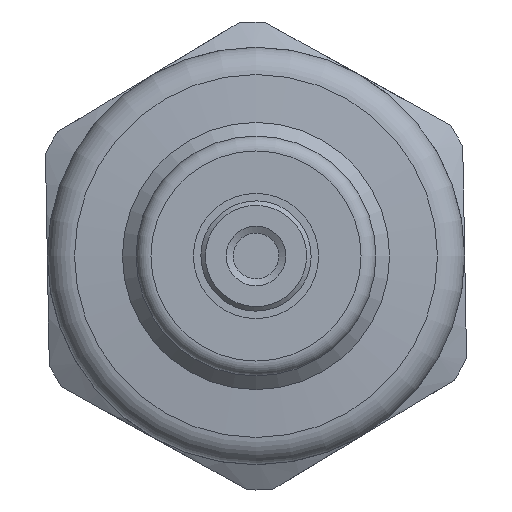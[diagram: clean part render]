
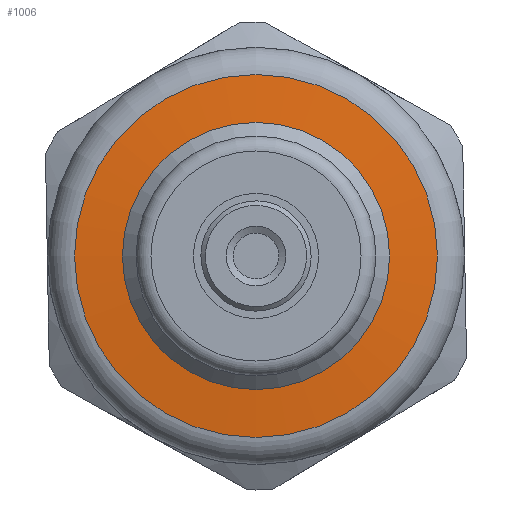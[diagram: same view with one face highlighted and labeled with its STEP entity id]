
A CAD part, left-side view. The second image highlights one B-rep face of the part: STEP entity #1006.
In plain terms, the highlighted conical face has half-angle 85 degrees and reference radius 7.318 mm.
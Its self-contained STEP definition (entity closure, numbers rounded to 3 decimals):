
#73=LINE('',#1672,#109);
#109=VECTOR('',#1357,7.318);
#140=CONICAL_SURFACE('',#1134,7.318,1.484);
#243=FACE_OUTER_BOUND('',#308,.T.);
#308=EDGE_LOOP('',(#764,#765,#766,#767,#768));
#383=CIRCLE('',#1115,4.48);
#399=CIRCLE('',#1135,6.087);
#400=CIRCLE('',#1136,6.087);
#466=VERTEX_POINT('',#1631);
#481=VERTEX_POINT('',#1669);
#482=VERTEX_POINT('',#1670);
#566=EDGE_CURVE('',#466,#466,#383,.T.);
#585=EDGE_CURVE('',#481,#482,#399,.T.);
#586=EDGE_CURVE('',#481,#466,#73,.T.);
#587=EDGE_CURVE('',#482,#481,#400,.T.);
#764=ORIENTED_EDGE('',*,*,#585,.F.);
#765=ORIENTED_EDGE('',*,*,#586,.T.);
#766=ORIENTED_EDGE('',*,*,#566,.F.);
#767=ORIENTED_EDGE('',*,*,#586,.F.);
#768=ORIENTED_EDGE('',*,*,#587,.F.);
#1006=ADVANCED_FACE('',(#243),#140,.T.);
#1115=AXIS2_PLACEMENT_3D('',#1632,#1312,#1313);
#1134=AXIS2_PLACEMENT_3D('',#1668,#1353,#1354);
#1135=AXIS2_PLACEMENT_3D('',#1671,#1355,#1356);
#1136=AXIS2_PLACEMENT_3D('',#1673,#1358,#1359);
#1312=DIRECTION('center_axis',(-1.,0.,0.));
#1313=DIRECTION('ref_axis',(0.,1.,0.));
#1353=DIRECTION('center_axis',(1.,0.,0.));
#1354=DIRECTION('ref_axis',(0.,1.,0.));
#1355=DIRECTION('center_axis',(1.,0.,0.));
#1356=DIRECTION('ref_axis',(0.,-1.,0.));
#1357=DIRECTION('',(-0.087,0.996,0.));
#1358=DIRECTION('center_axis',(1.,0.,0.));
#1359=DIRECTION('ref_axis',(0.,-1.,0.));
#1631=CARTESIAN_POINT('',(14.,-4.48,0.));
#1632=CARTESIAN_POINT('Origin',(14.,0.,0.));
#1668=CARTESIAN_POINT('Origin',(14.248,0.,0.));
#1669=CARTESIAN_POINT('',(14.141,-6.087,0.));
#1670=CARTESIAN_POINT('',(14.141,0.,6.087));
#1671=CARTESIAN_POINT('Origin',(14.141,0.,0.));
#1672=CARTESIAN_POINT('',(14.248,-7.318,0.));
#1673=CARTESIAN_POINT('Origin',(14.141,0.,0.));
